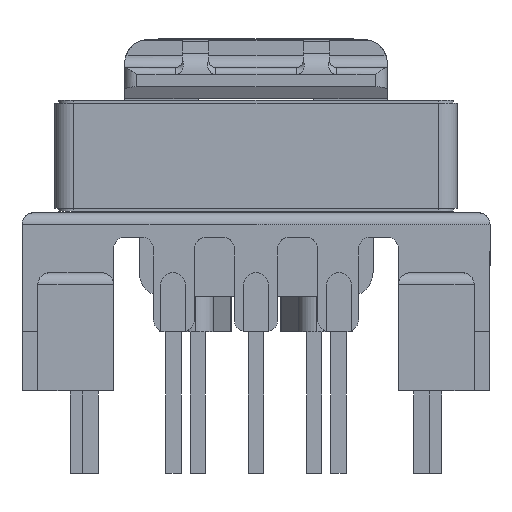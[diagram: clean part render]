
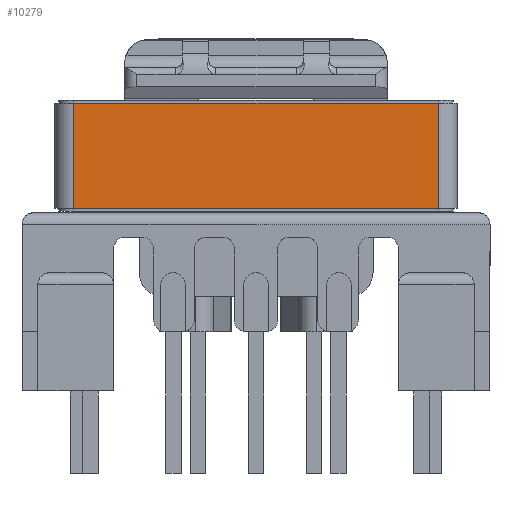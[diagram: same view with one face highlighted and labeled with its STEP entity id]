
A CAD part, left-side view. The second image highlights one B-rep face of the part: STEP entity #10279.
In plain terms, the highlighted planar face has unit normal (-1, 0, 0).
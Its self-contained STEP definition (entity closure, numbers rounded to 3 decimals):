
#2695=ORIENTED_EDGE('',*,*,#3778,.F.);
#2696=ORIENTED_EDGE('',*,*,#3793,.F.);
#2697=ORIENTED_EDGE('',*,*,#3792,.T.);
#2698=ORIENTED_EDGE('',*,*,#3794,.T.);
#3778=EDGE_CURVE('',#4460,#4461,#5175,.T.);
#3792=EDGE_CURVE('',#4468,#4474,#5182,.T.);
#3793=EDGE_CURVE('',#4468,#4460,#5183,.T.);
#3794=EDGE_CURVE('',#4474,#4461,#5184,.T.);
#4460=VERTEX_POINT('',#15797);
#4461=VERTEX_POINT('',#15799);
#4468=VERTEX_POINT('',#15814);
#4474=VERTEX_POINT('',#15826);
#5175=LINE('',#15798,#5891);
#5182=LINE('',#15827,#5898);
#5183=LINE('',#15829,#5899);
#5184=LINE('',#15830,#5900);
#5891=VECTOR('',#13004,1000.);
#5898=VECTOR('',#13027,1000.);
#5899=VECTOR('',#13030,1000.);
#5900=VECTOR('',#13031,1000.);
#6327=EDGE_LOOP('',(#2695,#2696,#2697,#2698));
#6755=FACE_BOUND('',#6327,.T.);
#6975=PLANE('',#10967);
#10279=ADVANCED_FACE('',(#6755),#6975,.T.);
#10967=AXIS2_PLACEMENT_3D('',#15828,#13028,#13029);
#13004=DIRECTION('',(0.,0.,-1.));
#13027=DIRECTION('',(0.,0.,-1.));
#13028=DIRECTION('',(-1.,0.,0.));
#13029=DIRECTION('',(0.,0.,-1.));
#13030=DIRECTION('',(0.,-1.,0.));
#13031=DIRECTION('',(0.,-1.,0.));
#15797=CARTESIAN_POINT('',(-22.15,7.72,-2.445));
#15798=CARTESIAN_POINT('',(-22.15,7.72,-17.875));
#15799=CARTESIAN_POINT('',(-22.15,7.72,-17.875));
#15814=CARTESIAN_POINT('',(-22.15,12.17,-2.445));
#15826=CARTESIAN_POINT('',(-22.15,12.17,-17.875));
#15827=CARTESIAN_POINT('',(-22.15,12.17,-17.875));
#15828=CARTESIAN_POINT('',(-22.15,12.17,-17.875));
#15829=CARTESIAN_POINT('',(-22.15,12.17,-2.445));
#15830=CARTESIAN_POINT('',(-22.15,12.17,-17.875));
